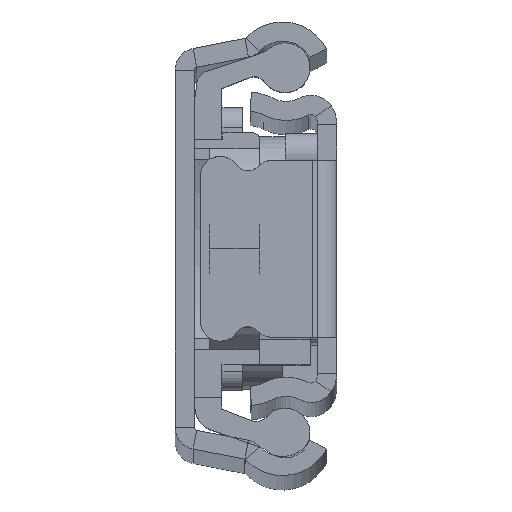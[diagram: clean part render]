
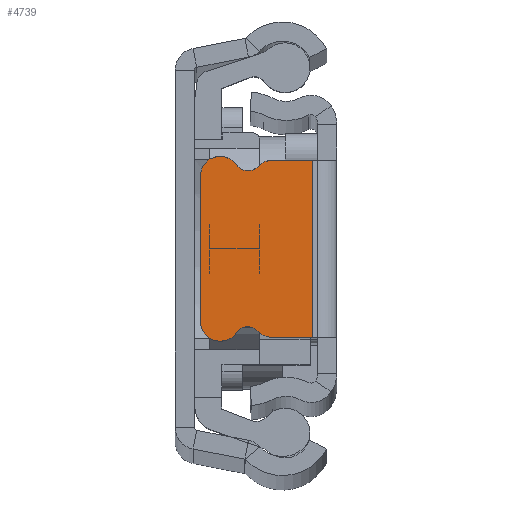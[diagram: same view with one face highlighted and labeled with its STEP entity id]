
A CAD part, top view. The second image highlights one B-rep face of the part: STEP entity #4739.
In plain terms, the highlighted planar face has unit normal (0, 0, 1).
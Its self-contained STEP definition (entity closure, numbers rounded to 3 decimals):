
#31 = DIRECTION ( 'NONE',  ( -1., 0., 0. ) ) ;
#60 = CIRCLE ( 'NONE', #10501, 1.1 ) ;
#174 = CARTESIAN_POINT ( 'NONE',  ( -10.7, 0., 0. ) ) ;
#692 = CIRCLE ( 'NONE', #12712, 1.5 ) ;
#777 = VERTEX_POINT ( 'NONE', #8271 ) ;
#1105 = ORIENTED_EDGE ( 'NONE', *, *, #4516, .T. ) ;
#1240 = VERTEX_POINT ( 'NONE', #14687 ) ;
#1248 = LINE ( 'NONE', #9912, #7655 ) ;
#1273 = DIRECTION ( 'NONE',  ( 0., 0., -1. ) ) ;
#1450 = CARTESIAN_POINT ( 'NONE',  ( 0., -7.25, 0. ) ) ;
#1504 = ORIENTED_EDGE ( 'NONE', *, *, #8427, .T. ) ;
#1708 = ORIENTED_EDGE ( 'NONE', *, *, #13286, .T. ) ;
#1782 = CARTESIAN_POINT ( 'NONE',  ( -5.078, -5.45, 0. ) ) ;
#1789 = VERTEX_POINT ( 'NONE', #9017 ) ;
#2028 = VERTEX_POINT ( 'NONE', #2628 ) ;
#2050 = EDGE_CURVE ( 'NONE', #12344, #14160, #5012, .T. ) ;
#2100 = ORIENTED_EDGE ( 'NONE', *, *, #9213, .T. ) ;
#2299 = CARTESIAN_POINT ( 'NONE',  ( -1.9, 6.95, 0. ) ) ;
#2304 = ORIENTED_EDGE ( 'NONE', *, *, #2050, .T. ) ;
#2396 = LINE ( 'NONE', #10002, #3804 ) ;
#2496 = CIRCLE ( 'NONE', #14475, 1.5 ) ;
#2628 = CARTESIAN_POINT ( 'NONE',  ( -5.078, 6.95, 0. ) ) ;
#2946 = DIRECTION ( 'NONE',  ( 0., 0., -1. ) ) ;
#3114 = CARTESIAN_POINT ( 'NONE',  ( -6.99, 7.212, 0. ) ) ;
#3375 = CARTESIAN_POINT ( 'NONE',  ( -9.14, -5.75, 0. ) ) ;
#3562 = EDGE_CURVE ( 'NONE', #10164, #13540, #11042, .T. ) ;
#3591 = CARTESIAN_POINT ( 'NONE',  ( -10.7, -5.75, 0. ) ) ;
#3804 = VECTOR ( 'NONE', #6484, 1000. ) ;
#3880 = VERTEX_POINT ( 'NONE', #2299 ) ;
#3956 = CARTESIAN_POINT ( 'NONE',  ( -5.078, 5.45, 0. ) ) ;
#4115 = EDGE_CURVE ( 'NONE', #5977, #9983, #4634, .T. ) ;
#4385 = LINE ( 'NONE', #15473, #6968 ) ;
#4387 = VERTEX_POINT ( 'NONE', #15320 ) ;
#4431 = CARTESIAN_POINT ( 'NONE',  ( -10.7, 5.75, 0. ) ) ;
#4516 = EDGE_CURVE ( 'NONE', #12229, #1240, #4385, .T. ) ;
#4624 = DIRECTION ( 'NONE',  ( -1., 0., 0. ) ) ;
#4634 = CIRCLE ( 'NONE', #11170, 1.1 ) ;
#4739 = ADVANCED_FACE ( 'NONE', ( #6338 ), #10103, .F. ) ;
#5012 = LINE ( 'NONE', #174, #7855 ) ;
#5219 = DIRECTION ( 'NONE',  ( 1., 0., 0. ) ) ;
#5245 = VERTEX_POINT ( 'NONE', #13003 ) ;
#5577 = VECTOR ( 'NONE', #5219, 1000. ) ;
#5642 = AXIS2_PLACEMENT_3D ( 'NONE', #13008, #10315, #15289 ) ;
#5735 = DIRECTION ( 'NONE',  ( 0., -1., 0. ) ) ;
#5921 = DIRECTION ( 'NONE',  ( 0., 0., 1. ) ) ;
#5977 = VERTEX_POINT ( 'NONE', #7345 ) ;
#6246 = CARTESIAN_POINT ( 'NONE',  ( -9.14, 7.25, 0. ) ) ;
#6253 = DIRECTION ( 'NONE',  ( 0., 1., 0. ) ) ;
#6338 = FACE_OUTER_BOUND ( 'NONE', #8253, .T. ) ;
#6372 = EDGE_CURVE ( 'NONE', #3880, #13540, #2396, .T. ) ;
#6484 = DIRECTION ( 'NONE',  ( 0., -1., 0. ) ) ;
#6502 = DIRECTION ( 'NONE',  ( 0., 0., 1. ) ) ;
#6527 = DIRECTION ( 'NONE',  ( 1., 0., 0. ) ) ;
#6706 = DIRECTION ( 'NONE',  ( 0., 0., -1. ) ) ;
#6765 = DIRECTION ( 'NONE',  ( 0., 0., 1. ) ) ;
#6968 = VECTOR ( 'NONE', #10584, 1000. ) ;
#6978 = DIRECTION ( 'NONE',  ( 0., 1., 0. ) ) ;
#7103 = VECTOR ( 'NONE', #6527, 1000. ) ;
#7145 = CIRCLE ( 'NONE', #10539, 1.5 ) ;
#7164 = ORIENTED_EDGE ( 'NONE', *, *, #6372, .F. ) ;
#7345 = CARTESIAN_POINT ( 'NONE',  ( -6.181, 6.467, 0. ) ) ;
#7506 = LINE ( 'NONE', #1450, #5577 ) ;
#7655 = VECTOR ( 'NONE', #14546, 1000. ) ;
#7763 = EDGE_CURVE ( 'NONE', #3880, #2028, #1248, .T. ) ;
#7855 = VECTOR ( 'NONE', #13500, 1000. ) ;
#8060 = CARTESIAN_POINT ( 'NONE',  ( -9.2, 5.75, 0. ) ) ;
#8099 = DIRECTION ( 'NONE',  ( 0., 0., 1. ) ) ;
#8253 = EDGE_LOOP ( 'NONE', ( #10350, #7164, #14261, #14706, #10456, #2100, #14366, #1105, #11260, #2304, #11119, #14111, #1708, #10921, #1504 ) ) ;
#8271 = CARTESIAN_POINT ( 'NONE',  ( -9.2, -7.25, 0. ) ) ;
#8427 = EDGE_CURVE ( 'NONE', #5245, #10164, #10793, .T. ) ;
#8757 = VERTEX_POINT ( 'NONE', #15548 ) ;
#8773 = AXIS2_PLACEMENT_3D ( 'NONE', #3375, #5921, #6978 ) ;
#9017 = CARTESIAN_POINT ( 'NONE',  ( -7.9, -6.593, 0. ) ) ;
#9023 = CIRCLE ( 'NONE', #5642, 1.1 ) ;
#9043 = CIRCLE ( 'NONE', #9319, 1.5 ) ;
#9213 = EDGE_CURVE ( 'NONE', #9983, #8757, #60, .T. ) ;
#9319 = AXIS2_PLACEMENT_3D ( 'NONE', #9396, #8099, #11995 ) ;
#9396 = CARTESIAN_POINT ( 'NONE',  ( -9.14, 5.75, 0. ) ) ;
#9481 = DIRECTION ( 'NONE',  ( 0., -1., 0. ) ) ;
#9493 = AXIS2_PLACEMENT_3D ( 'NONE', #1782, #6765, #15493 ) ;
#9529 = DIRECTION ( 'NONE',  ( 0., 0., 1. ) ) ;
#9912 = CARTESIAN_POINT ( 'NONE',  ( 1.206, 6.95, 0. ) ) ;
#9983 = VERTEX_POINT ( 'NONE', #16093 ) ;
#10002 = CARTESIAN_POINT ( 'NONE',  ( -1.9, -7.25, 0. ) ) ;
#10103 = PLANE ( 'NONE',  #11426 ) ;
#10138 = EDGE_CURVE ( 'NONE', #14160, #777, #7145, .T. ) ;
#10164 = VERTEX_POINT ( 'NONE', #14651 ) ;
#10315 = DIRECTION ( 'NONE',  ( 0., 0., -1. ) ) ;
#10350 = ORIENTED_EDGE ( 'NONE', *, *, #3562, .T. ) ;
#10456 = ORIENTED_EDGE ( 'NONE', *, *, #4115, .T. ) ;
#10501 = AXIS2_PLACEMENT_3D ( 'NONE', #3114, #6706, #5735 ) ;
#10539 = AXIS2_PLACEMENT_3D ( 'NONE', #16039, #9529, #4624 ) ;
#10574 = DIRECTION ( 'NONE',  ( -1., 0., 0. ) ) ;
#10584 = DIRECTION ( 'NONE',  ( -1., 0., 0. ) ) ;
#10793 = CIRCLE ( 'NONE', #9493, 1.5 ) ;
#10921 = ORIENTED_EDGE ( 'NONE', *, *, #13561, .T. ) ;
#11042 = LINE ( 'NONE', #16005, #7103 ) ;
#11119 = ORIENTED_EDGE ( 'NONE', *, *, #10138, .T. ) ;
#11170 = AXIS2_PLACEMENT_3D ( 'NONE', #14147, #2946, #9481 ) ;
#11260 = ORIENTED_EDGE ( 'NONE', *, *, #13106, .T. ) ;
#11329 = EDGE_CURVE ( 'NONE', #777, #4387, #7506, .T. ) ;
#11388 = CIRCLE ( 'NONE', #8773, 1.5 ) ;
#11426 = AXIS2_PLACEMENT_3D ( 'NONE', #13857, #1273, #31 ) ;
#11995 = DIRECTION ( 'NONE',  ( 0., 1., 0. ) ) ;
#12229 = VERTEX_POINT ( 'NONE', #6246 ) ;
#12344 = VERTEX_POINT ( 'NONE', #4431 ) ;
#12712 = AXIS2_PLACEMENT_3D ( 'NONE', #3956, #13924, #6253 ) ;
#13003 = CARTESIAN_POINT ( 'NONE',  ( -6.181, -6.467, 0. ) ) ;
#13008 = CARTESIAN_POINT ( 'NONE',  ( -6.99, -7.212, 0. ) ) ;
#13106 = EDGE_CURVE ( 'NONE', #1240, #12344, #2496, .T. ) ;
#13286 = EDGE_CURVE ( 'NONE', #4387, #1789, #11388, .T. ) ;
#13500 = DIRECTION ( 'NONE',  ( 0., -1., 0. ) ) ;
#13540 = VERTEX_POINT ( 'NONE', #15127 ) ;
#13561 = EDGE_CURVE ( 'NONE', #1789, #5245, #9023, .T. ) ;
#13857 = CARTESIAN_POINT ( 'NONE',  ( 0., 0., 0. ) ) ;
#13924 = DIRECTION ( 'NONE',  ( 0., 0., 1. ) ) ;
#14064 = EDGE_CURVE ( 'NONE', #8757, #12229, #9043, .T. ) ;
#14111 = ORIENTED_EDGE ( 'NONE', *, *, #11329, .T. ) ;
#14147 = CARTESIAN_POINT ( 'NONE',  ( -6.99, 7.212, 0. ) ) ;
#14160 = VERTEX_POINT ( 'NONE', #3591 ) ;
#14261 = ORIENTED_EDGE ( 'NONE', *, *, #7763, .T. ) ;
#14366 = ORIENTED_EDGE ( 'NONE', *, *, #14064, .T. ) ;
#14475 = AXIS2_PLACEMENT_3D ( 'NONE', #8060, #6502, #10574 ) ;
#14546 = DIRECTION ( 'NONE',  ( -1., 0., 0. ) ) ;
#14651 = CARTESIAN_POINT ( 'NONE',  ( -5.078, -6.95, 0. ) ) ;
#14684 = EDGE_CURVE ( 'NONE', #2028, #5977, #692, .T. ) ;
#14687 = CARTESIAN_POINT ( 'NONE',  ( -9.2, 7.25, 0. ) ) ;
#14706 = ORIENTED_EDGE ( 'NONE', *, *, #14684, .T. ) ;
#15127 = CARTESIAN_POINT ( 'NONE',  ( -1.9, -6.95, 0. ) ) ;
#15289 = DIRECTION ( 'NONE',  ( 0., -1., 0. ) ) ;
#15320 = CARTESIAN_POINT ( 'NONE',  ( -9.14, -7.25, 0. ) ) ;
#15473 = CARTESIAN_POINT ( 'NONE',  ( 0., 7.25, 0. ) ) ;
#15493 = DIRECTION ( 'NONE',  ( 0., 1., 0. ) ) ;
#15548 = CARTESIAN_POINT ( 'NONE',  ( -7.9, 6.593, 0. ) ) ;
#16005 = CARTESIAN_POINT ( 'NONE',  ( 0., -6.95, 0. ) ) ;
#16039 = CARTESIAN_POINT ( 'NONE',  ( -9.2, -5.75, 0. ) ) ;
#16093 = CARTESIAN_POINT ( 'NONE',  ( -6.99, 6.112, 0. ) ) ;
